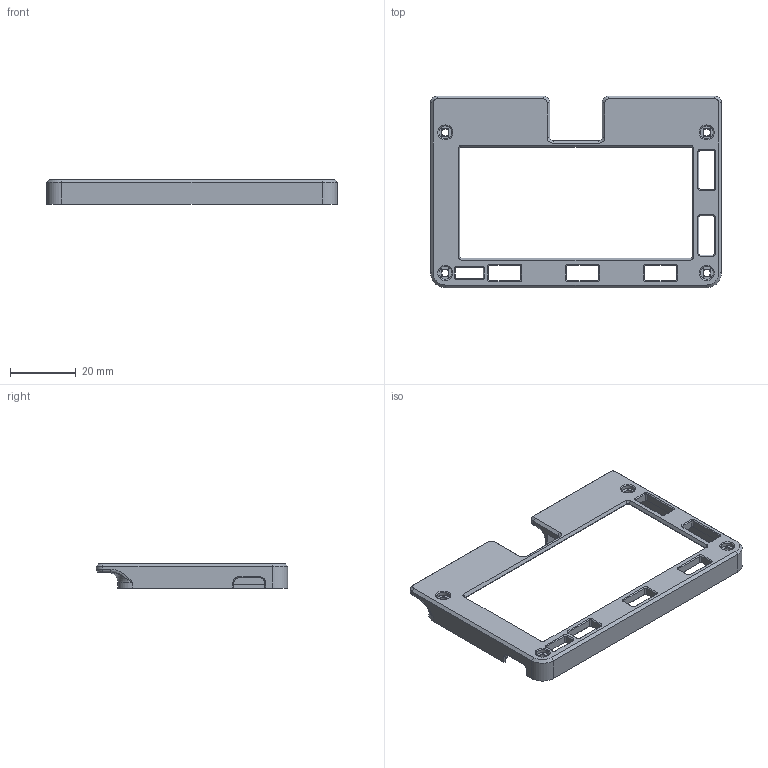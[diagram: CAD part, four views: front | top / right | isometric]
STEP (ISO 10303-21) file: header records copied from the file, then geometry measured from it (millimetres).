
FILE_DESCRIPTION(/* description */ ('STEP AP242','CAx-IF Rec.Pracs.---Representation and Presentation of Product Manufacturing Information (PMI)---4.0---2014-10-13','CAx-IF Rec.Pracs.---3D Tessellated Geometry---0.4---2014-09-14','2;1'),/* implementation_level */ '2;1');
FILE_NAME(/* name */ 'Badger2040Case-Top-slabua - Surface 0',/* time_stamp */ '2024-07-24T07:18:48Z',/* author */ (''),/* organization */ (''),/* preprocessor_version */ 'ST-DEVELOPER v20',/* originating_system */ ' ',/* authorisation */ ' ');
FILE_SCHEMA (('AP242_MANAGED_MODEL_BASED_3D_ENGINEERING_MIM_LF { 1 0 10303 442 1 1 4 }'));
Length unit declared in the file: metre
Products named in the file (1): Badger 2040 Case - Top
Bounding box: 88.8 x 58.45 x 7.45 mm (x, y, z)
Volume: 6490.1 mm3; surface area: 8436 mm2
Topology: 1 solids, 1 shells, 297 faces, 756 edges, 460 vertices
Faces by surface type: plane 166, cylinder 75, cone 46, torus 8, bspline 2
Full cylindrical faces by diameter (mm): 2.2 x4, 4 x4
Entity records: 8821 total; most frequent: DIRECTION 1558, CARTESIAN_POINT 1552, ORIENTED_EDGE 1476, EDGE_CURVE 738, AXIS2_PLACEMENT_3D 528, LINE 502, VECTOR 502, VERTEX_POINT 456
